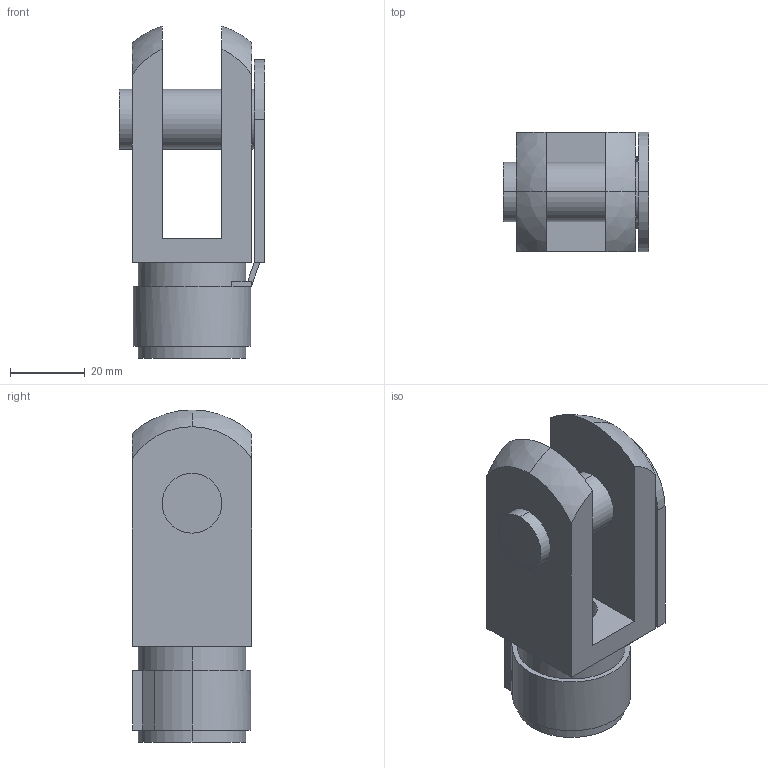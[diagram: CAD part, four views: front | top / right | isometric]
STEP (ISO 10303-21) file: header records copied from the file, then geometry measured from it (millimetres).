
FILE_DESCRIPTION(('STEP AP214'),'1');
FILE_NAME('chape_nf-15050.stp','2018-03-19T14:38:46',('TraceParts'),('TraceParts S.A.'),'Spatial InterOp 3D',' ',' ');
FILE_SCHEMA(('automotive_design'));
Length unit declared in the file: millimetre
Products named in the file (1): chape_nf-15050
Bounding box: 39 x 32 x 89 mm (x, y, z)
Volume: 54434.6 mm3; surface area: 19854.3 mm2
Topology: 1 solids, 1 shells, 69 faces, 186 edges, 122 vertices
Faces by surface type: plane 43, cylinder 20, sphere 4, cone 2
Entity records: 2202 total; most frequent: DIRECTION 389, CARTESIAN_POINT 378, ORIENTED_EDGE 372, EDGE_CURVE 186, AXIS2_PLACEMENT_3D 133, LINE 123, VECTOR 123, VERTEX_POINT 122
